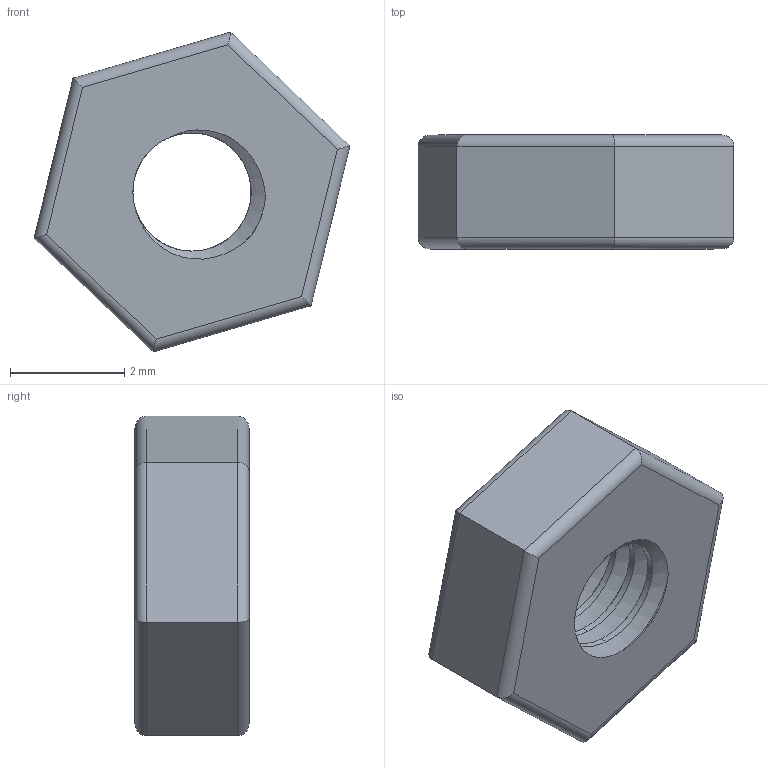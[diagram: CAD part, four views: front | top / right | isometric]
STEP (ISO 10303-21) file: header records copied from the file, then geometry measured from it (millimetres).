
FILE_DESCRIPTION(/* description */ (''),/* implementation_level */ '2;1');
FILE_NAME(/* name */ 'M2.5 Civata v1.step',/* time_stamp */ '2020-10-28T22:40:59+03:00',/* author */ (''),/* organization */ (''),/* preprocessor_version */ 'ST-DEVELOPER v18.1',/* originating_system */ 'Autodesk Translation Framework v9.3.0.1241',/* authorisation */ '');
FILE_SCHEMA (('AUTOMOTIVE_DESIGN { 1 0 10303 214 3 1 1 }'));
Length unit declared in the file: millimetre
Products named in the file (1): M2.5 Civata
Bounding box: 5.54 x 2 x 5.61 mm (x, y, z)
Volume: 34.8 mm3; surface area: 90.5 mm2
Topology: 1 solids, 1 shells, 33 faces, 81 edges, 50 vertices
Faces by surface type: cylinder 23, plane 8, bspline 2
Full cylindrical faces by diameter (mm): 2.075 x2, 2.58 x1
Entity records: 1790 total; most frequent: CARTESIAN_POINT 1021, ORIENTED_EDGE 162, DIRECTION 135, EDGE_CURVE 81, VERTEX_POINT 50, AXIS2_PLACEMENT_3D 48, LINE 39, VECTOR 39
